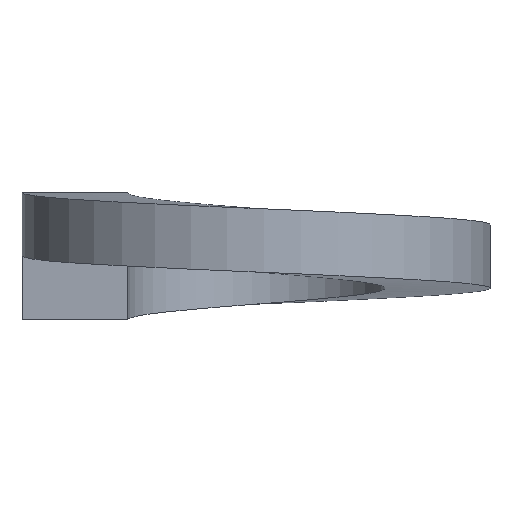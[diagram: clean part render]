
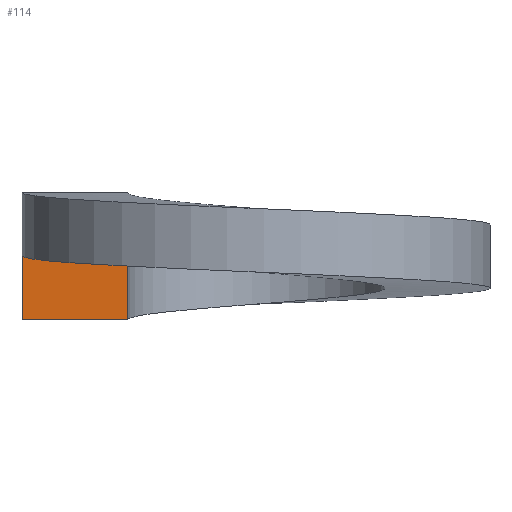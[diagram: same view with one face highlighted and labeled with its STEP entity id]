
A CAD part, left-side view. The second image highlights one B-rep face of the part: STEP entity #114.
In plain terms, the highlighted planar face has unit normal (-0.998, 0.063, 0).
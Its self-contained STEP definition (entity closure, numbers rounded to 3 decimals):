
#36 = EDGE_CURVE ( 'NONE', #240, #304, #416, .T. ) ;
#38 = CARTESIAN_POINT ( 'NONE',  ( 0.37, 5.888, -0.001 ) ) ;
#49 = B_SPLINE_CURVE_WITH_KNOTS ( 'NONE', 3,
 ( #38, #111, #75, #404 ),
 .UNSPECIFIED., .F., .F.,
 ( 4, 4 ),
 ( 0., 1. ),
 .UNSPECIFIED. ) ;
#58 = CARTESIAN_POINT ( 'NONE',  ( 0.204, 3.244, -1.067 ) ) ;
#75 = CARTESIAN_POINT ( 'NONE',  ( 0.371, 5.888, -1.067 ) ) ;
#80 = CARTESIAN_POINT ( 'NONE',  ( 0.204, 3.244, -0.001 ) ) ;
#91 = CARTESIAN_POINT ( 'NONE',  ( 0.204, 3.244, -0.001 ) ) ;
#102 = CARTESIAN_POINT ( 'NONE',  ( 0.371, 5.888, -1.601 ) ) ;
#106 = PLANE ( 'NONE',  #146 ) ;
#111 = CARTESIAN_POINT ( 'NONE',  ( 0.371, 5.888, -0.534 ) ) ;
#114 = ADVANCED_FACE ( 'NONE', ( #249 ), #106, .F. ) ;
#116 = CARTESIAN_POINT ( 'NONE',  ( 0.315, 5.007, -0.001 ) ) ;
#122 = EDGE_CURVE ( 'NONE', #415, #345, #169, .T. ) ;
#125 = ORIENTED_EDGE ( 'NONE', *, *, #36, .T. ) ;
#136 = CARTESIAN_POINT ( 'NONE',  ( 0.371, 5.888, -1.601 ) ) ;
#146 = AXIS2_PLACEMENT_3D ( 'NONE', #403, #340, #155 ) ;
#152 = EDGE_CURVE ( 'NONE', #345, #240, #49, .T. ) ;
#155 = DIRECTION ( 'NONE',  ( 0.063, 0.998, 0. ) ) ;
#164 = B_SPLINE_CURVE_WITH_KNOTS ( 'NONE', 3,
 ( #290, #58, #172, #91 ),
 .UNSPECIFIED., .F., .F.,
 ( 4, 4 ),
 ( 0., 1. ),
 .UNSPECIFIED. ) ;
#169 = B_SPLINE_CURVE_WITH_KNOTS ( 'NONE', 3,
 ( #80, #319, #116, #375 ),
 .UNSPECIFIED., .F., .F.,
 ( 4, 4 ),
 ( 0., 1. ),
 .UNSPECIFIED. ) ;
#172 = CARTESIAN_POINT ( 'NONE',  ( 0.204, 3.244, -0.534 ) ) ;
#211 = CARTESIAN_POINT ( 'NONE',  ( 0.204, 3.244, -1.601 ) ) ;
#229 = CARTESIAN_POINT ( 'NONE',  ( 0.37, 5.888, -0.001 ) ) ;
#240 = VERTEX_POINT ( 'NONE', #136 ) ;
#243 = ORIENTED_EDGE ( 'NONE', *, *, #122, .T. ) ;
#249 = FACE_OUTER_BOUND ( 'NONE', #360, .T. ) ;
#270 = ORIENTED_EDGE ( 'NONE', *, *, #371, .T. ) ;
#290 = CARTESIAN_POINT ( 'NONE',  ( 0.204, 3.244, -1.601 ) ) ;
#294 = CARTESIAN_POINT ( 'NONE',  ( 0.204, 3.244, -1.601 ) ) ;
#304 = VERTEX_POINT ( 'NONE', #294 ) ;
#319 = CARTESIAN_POINT ( 'NONE',  ( 0.26, 4.125, -0.001 ) ) ;
#331 = ORIENTED_EDGE ( 'NONE', *, *, #152, .T. ) ;
#340 = DIRECTION ( 'NONE',  ( 0.998, -0.063, 0. ) ) ;
#345 = VERTEX_POINT ( 'NONE', #229 ) ;
#360 = EDGE_LOOP ( 'NONE', ( #270, #243, #331, #125 ) ) ;
#369 = CARTESIAN_POINT ( 'NONE',  ( 0.315, 5.007, -1.601 ) ) ;
#371 = EDGE_CURVE ( 'NONE', #304, #415, #164, .T. ) ;
#375 = CARTESIAN_POINT ( 'NONE',  ( 0.37, 5.888, -0.001 ) ) ;
#386 = CARTESIAN_POINT ( 'NONE',  ( 0.26, 4.125, -1.601 ) ) ;
#403 = CARTESIAN_POINT ( 'NONE',  ( 0.204, 3.244, -1.201 ) ) ;
#404 = CARTESIAN_POINT ( 'NONE',  ( 0.371, 5.888, -1.601 ) ) ;
#415 = VERTEX_POINT ( 'NONE', #420 ) ;
#416 = B_SPLINE_CURVE_WITH_KNOTS ( 'NONE', 3,
 ( #102, #369, #386, #211 ),
 .UNSPECIFIED., .F., .F.,
 ( 4, 4 ),
 ( 0., 1. ),
 .UNSPECIFIED. ) ;
#420 = CARTESIAN_POINT ( 'NONE',  ( 0.204, 3.244, -0.001 ) ) ;
